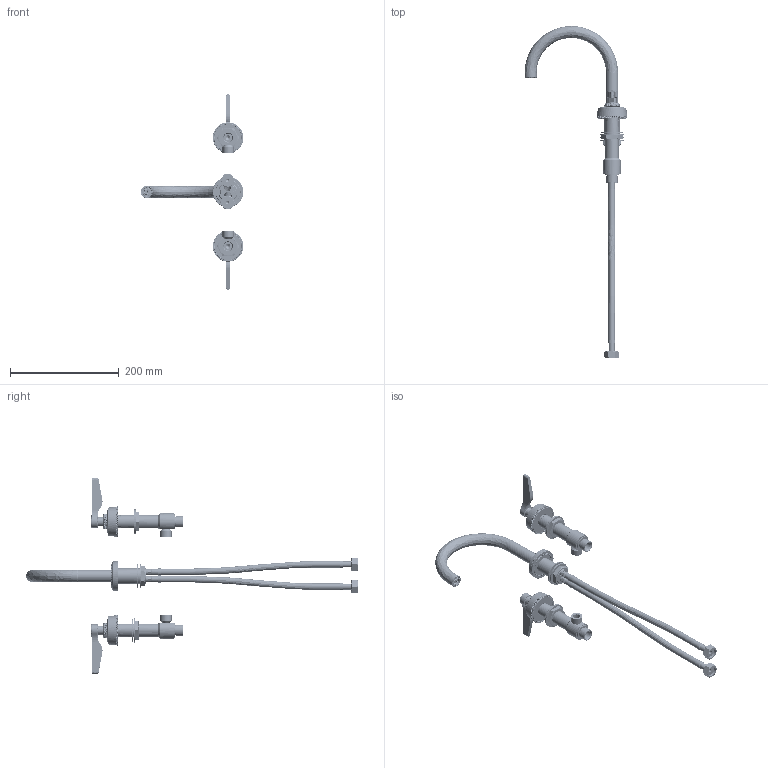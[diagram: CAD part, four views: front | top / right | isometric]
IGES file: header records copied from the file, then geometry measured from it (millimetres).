
Global section: file name: T11KA14-LA; native system: Autodesk Inventor 2024; preprocessor: unknown; author: kwhieldon; date: 20240327.123027; units: millimetre
Bounding box: 189.21 x 611.42 x 360.5 mm (x, y, z)
Volume: 461606.7 mm3; surface area: 213011 mm2
Topology: 38 solids, 38 shells, 16403 faces, 36953 edges, 20767 vertices
Faces by surface type: bspline 16403
